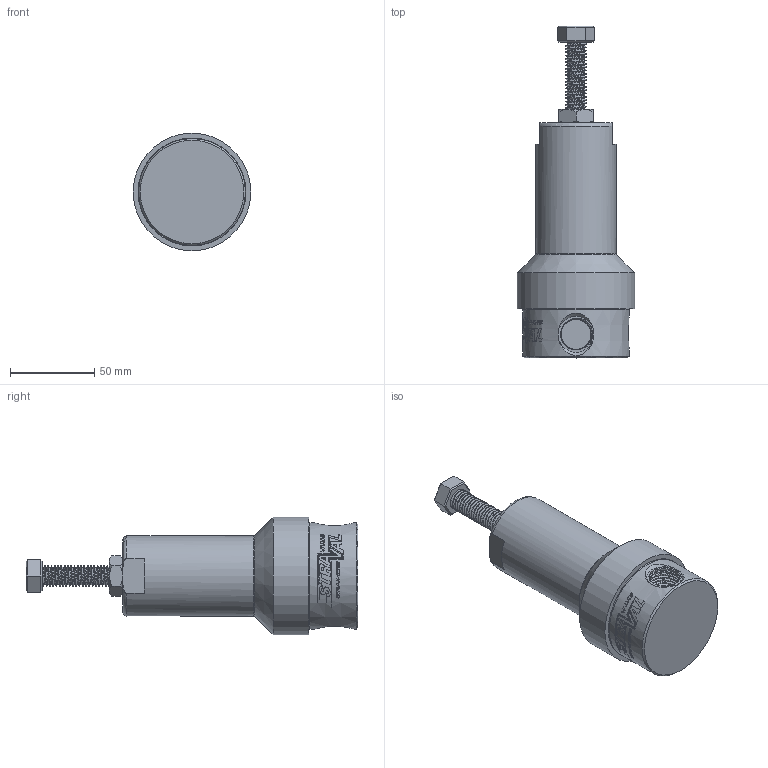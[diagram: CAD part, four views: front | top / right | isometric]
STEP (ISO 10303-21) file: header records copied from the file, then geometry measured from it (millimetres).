
FILE_DESCRIPTION (( 'STEP AP214' ), '1' );
FILE_NAME ('RVi20-05T-(5-75).STEP', '2025-10-07T19:09:57', ( '' ), ( '' ), 'SwSTEP 2.0', 'SolidWorks 2018', '' );
FILE_SCHEMA (( 'AUTOMOTIVE_DESIGN' ));
Length unit declared in the file: inch
Products named in the file (2): RVi20-05T-(5-75)
Bounding box: 69.85 x 197.15 x 69.85 mm (x, y, z)
Volume: 339997.5 mm3; surface area: 40054.4 mm2
Topology: 2 solids, 2 shells, 315 faces, 789 edges, 513 vertices
Faces by surface type: bspline 203, cone 53, plane 46, cylinder 10, torus 3
Full cylindrical faces by diameter (mm): 2.032 x1, 12.024 x1, 13.741 x1, 47.625 x1, 61.29 x1, 61.773 x1, 69.85 x1
Entity records: 38977 total; most frequent: CARTESIAN_POINT 30548, ORIENTED_EDGE 1538, EDGE_CURVE 769, B_SPLINE_CURVE_WITH_KNOTS 639, VERTEX_POINT 508, DIRECTION 390, EDGE_LOOP 367, FACE_OUTER_BOUND 323
